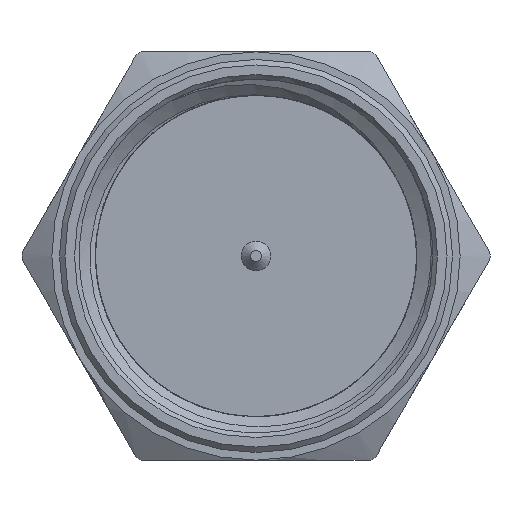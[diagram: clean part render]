
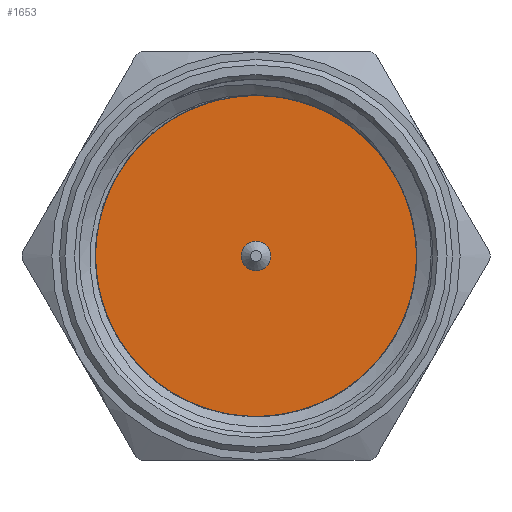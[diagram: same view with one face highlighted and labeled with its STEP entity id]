
A CAD part, left-side view. The second image highlights one B-rep face of the part: STEP entity #1653.
In plain terms, the highlighted planar face has unit normal (-1, 0, 0).
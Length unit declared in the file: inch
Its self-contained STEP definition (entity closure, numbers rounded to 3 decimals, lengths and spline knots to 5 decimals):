
#96 = PLANE ( 'NONE',  #1239 ) ;
#159 = CARTESIAN_POINT ( 'NONE',  ( 0.24, -0.1875, 0. ) ) ;
#190 = CARTESIAN_POINT ( 'NONE',  ( 0.24, 0., 0. ) ) ;
#202 = EDGE_LOOP ( 'NONE', ( #1414 ) ) ;
#285 = FACE_OUTER_BOUND ( 'NONE', #453, .T. ) ;
#350 = EDGE_CURVE ( 'NONE', #2312, #2312, #2017, .T. ) ;
#453 = EDGE_LOOP ( 'NONE', ( #1573 ) ) ;
#490 = DIRECTION ( 'NONE',  ( 0., -1., 0. ) ) ;
#596 = EDGE_CURVE ( 'NONE', #1530, #1530, #2343, .T. ) ;
#655 = DIRECTION ( 'NONE',  ( -1., 0., 0. ) ) ;
#797 = AXIS2_PLACEMENT_3D ( 'NONE', #190, #2349, #2336 ) ;
#929 = DIRECTION ( 'NONE',  ( -1., 0., 0. ) ) ;
#980 = DIRECTION ( 'NONE',  ( 0., -1., 0. ) ) ;
#1132 = CARTESIAN_POINT ( 'NONE',  ( 0.24, -0.01575, 0. ) ) ;
#1239 = AXIS2_PLACEMENT_3D ( 'NONE', #2499, #929, #980 ) ;
#1315 = FACE_BOUND ( 'NONE', #202, .T. ) ;
#1373 = AXIS2_PLACEMENT_3D ( 'NONE', #2262, #655, #490 ) ;
#1414 = ORIENTED_EDGE ( 'NONE', *, *, #596, .F. ) ;
#1530 = VERTEX_POINT ( 'NONE', #1132 ) ;
#1573 = ORIENTED_EDGE ( 'NONE', *, *, #350, .T. ) ;
#1653 = ADVANCED_FACE ( 'NONE', ( #1315, #285 ), #96, .T. ) ;
#2017 = CIRCLE ( 'NONE', #1373, 0.1875 ) ;
#2262 = CARTESIAN_POINT ( 'NONE',  ( 0.24, 0., 0. ) ) ;
#2312 = VERTEX_POINT ( 'NONE', #159 ) ;
#2336 = DIRECTION ( 'NONE',  ( 0., -1., 0. ) ) ;
#2343 = CIRCLE ( 'NONE', #797, 0.01575 ) ;
#2349 = DIRECTION ( 'NONE',  ( -1., 0., 0. ) ) ;
#2499 = CARTESIAN_POINT ( 'NONE',  ( 0.24, 0., 0. ) ) ;
